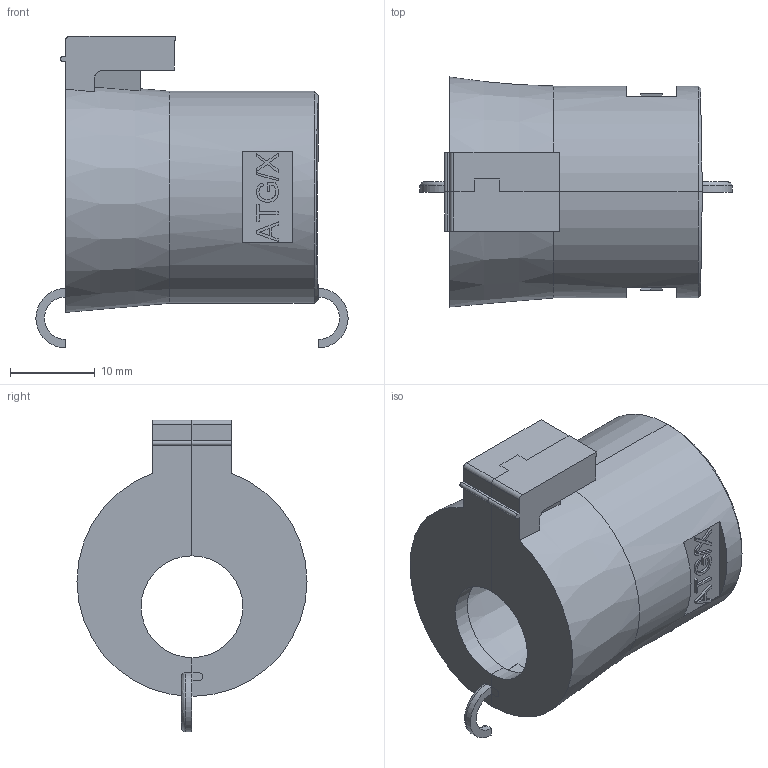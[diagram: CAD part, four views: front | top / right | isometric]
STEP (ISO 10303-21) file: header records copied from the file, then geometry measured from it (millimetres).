
FILE_DESCRIPTION (( 'STEP AP203' ), '1' );
FILE_NAME ('568393.step', '2019-11-21T17:32:58', ( '' ), ( '' ), 'SwSTEP 2.0', 'SolidWorks 2019', '' );
FILE_SCHEMA (( 'CONFIG_CONTROL_DESIGN' ));
Length unit declared in the file: inch
Products named in the file (1): 568393
Bounding box: 36.82 x 27.14 x 36.75 mm (x, y, z)
Volume: 9528 mm3; surface area: 6251.6 mm2
Topology: 6 solids, 6 shells, 268 faces, 714 edges, 472 vertices
Faces by surface type: plane 199, bspline 38, cylinder 24, cone 7
Entity records: 8741 total; most frequent: CARTESIAN_POINT 2227, ORIENTED_EDGE 1428, DIRECTION 1149, EDGE_CURVE 714, VECTOR 555, LINE 555, VERTEX_POINT 472, AXIS2_PLACEMENT_3D 297
